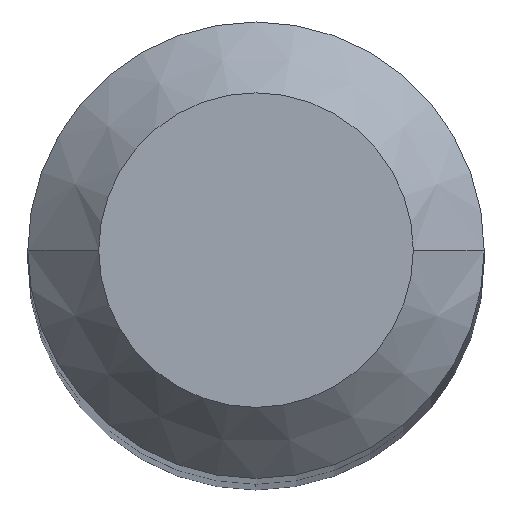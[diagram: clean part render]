
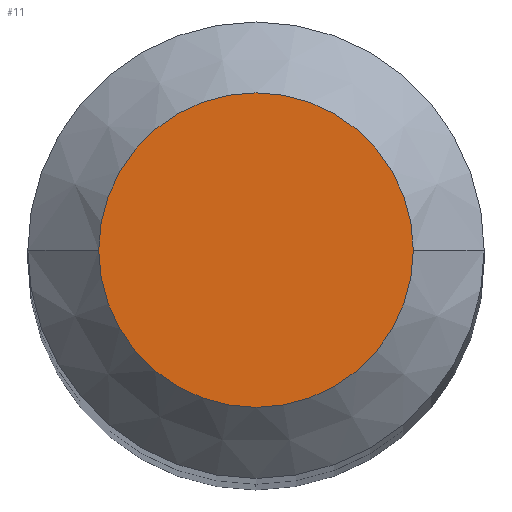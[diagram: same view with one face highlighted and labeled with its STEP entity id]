
A CAD part, top view. The second image highlights one B-rep face of the part: STEP entity #11.
In plain terms, the highlighted planar face has unit normal (0, 0, 1).
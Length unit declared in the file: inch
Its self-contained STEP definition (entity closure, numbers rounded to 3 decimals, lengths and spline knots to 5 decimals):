
#11 = ADVANCED_FACE ( 'NONE', ( #45 ), #167, .F. ) ;
#19 = DIRECTION ( 'NONE',  ( 0., 0., -1. ) ) ;
#38 = CIRCLE ( 'NONE', #338, 0.06925 ) ;
#45 = FACE_OUTER_BOUND ( 'NONE', #237, .T. ) ;
#77 = CARTESIAN_POINT ( 'NONE',  ( -0.06925, 0., 0. ) ) ;
#132 = AXIS2_PLACEMENT_3D ( 'NONE', #140, #165, #233 ) ;
#134 = ORIENTED_EDGE ( 'NONE', *, *, #348, .T. ) ;
#140 = CARTESIAN_POINT ( 'NONE',  ( 0., 0., 0. ) ) ;
#142 = DIRECTION ( 'NONE',  ( -1., 0., 0. ) ) ;
#159 = CIRCLE ( 'NONE', #132, 0.06925 ) ;
#165 = DIRECTION ( 'NONE',  ( 0., 0., 1. ) ) ;
#167 = PLANE ( 'NONE',  #175 ) ;
#175 = AXIS2_PLACEMENT_3D ( 'NONE', #290, #19, #142 ) ;
#203 = VERTEX_POINT ( 'NONE', #77 ) ;
#233 = DIRECTION ( 'NONE',  ( 1., 0., 0. ) ) ;
#237 = EDGE_LOOP ( 'NONE', ( #134, #312 ) ) ;
#290 = CARTESIAN_POINT ( 'NONE',  ( 0., 0., 0. ) ) ;
#298 = DIRECTION ( 'NONE',  ( 0., 0., 1. ) ) ;
#312 = ORIENTED_EDGE ( 'NONE', *, *, #352, .T. ) ;
#313 = CARTESIAN_POINT ( 'NONE',  ( 0.06925, 0., 0. ) ) ;
#338 = AXIS2_PLACEMENT_3D ( 'NONE', #386, #298, #343 ) ;
#343 = DIRECTION ( 'NONE',  ( 1., 0., 0. ) ) ;
#347 = VERTEX_POINT ( 'NONE', #313 ) ;
#348 = EDGE_CURVE ( 'NONE', #203, #347, #38, .T. ) ;
#352 = EDGE_CURVE ( 'NONE', #347, #203, #159, .T. ) ;
#386 = CARTESIAN_POINT ( 'NONE',  ( 0., 0., 0. ) ) ;
